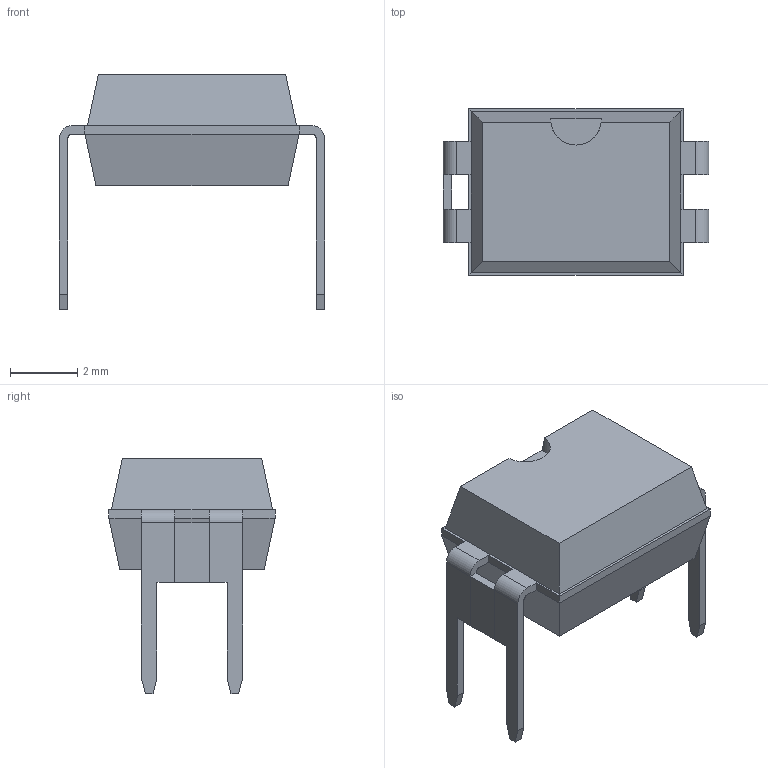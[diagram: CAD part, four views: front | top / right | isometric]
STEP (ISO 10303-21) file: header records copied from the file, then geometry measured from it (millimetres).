
FILE_DESCRIPTION(('FreeCAD Model'),'2;1');
FILE_NAME('Vishay_HVM-DIP-3_W7.62mm.step', '2018-01-28T20:51:22',('kicad StepUp'),('ksu MCAD'), 'Open CASCADE STEP processor 6.8','FreeCAD','Unknown');
FILE_SCHEMA(('AUTOMOTIVE_DESIGN_CC2 { 1 2 10303 214 -1 1 5 4 }'));
Length unit declared in the file: millimetre
Products named in the file (1): Vishay_HVM-DIP-3_W7.62mm
Bounding box: 7.87 x 4.93 x 6.98 mm (x, y, z)
Volume: 94.3 mm3; surface area: 167.4 mm2
Topology: 1 solids, 1 shells, 86 faces, 232 edges, 146 vertices
Faces by surface type: plane 61, bspline 16, cylinder 9
Entity records: 2056 total; most frequent: CARTESIAN_POINT 500, ORIENTED_EDGE 380, EDGE_CURVE 232, LINE 162, VERTEX_POINT 146, ADVANCED_FACE 86, FACE_BOUND 86, EDGE_LOOP 86
